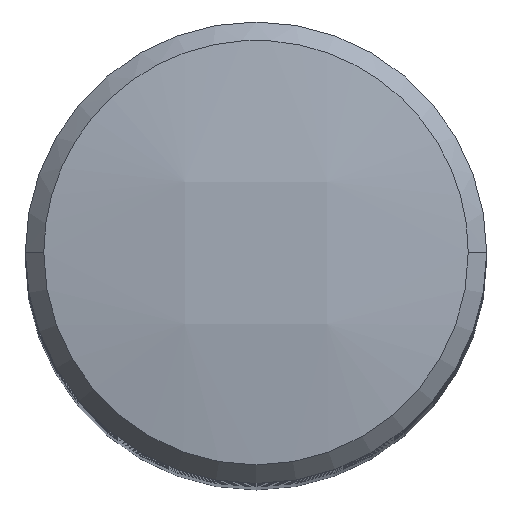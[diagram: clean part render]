
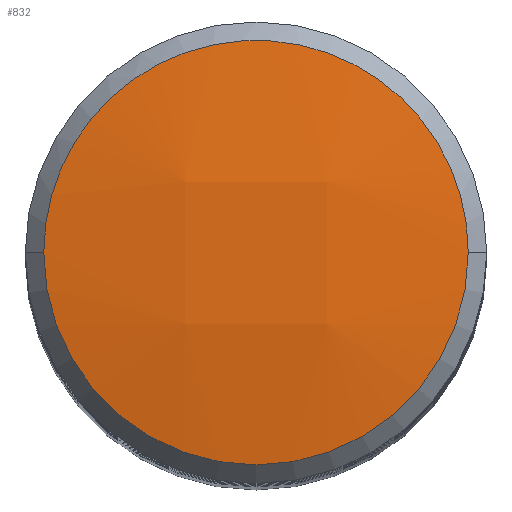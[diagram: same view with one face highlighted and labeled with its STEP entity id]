
A CAD part, top view. The second image highlights one B-rep face of the part: STEP entity #832.
In plain terms, the highlighted free-form (B-spline) face has degree [3, 3] with [4, 4] control points.
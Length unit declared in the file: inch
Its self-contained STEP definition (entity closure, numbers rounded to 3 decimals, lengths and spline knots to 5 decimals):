
#86 = CARTESIAN_POINT ( 'NONE',  ( -0.04775, 0.72438, 12.88539 ) ) ;
#101 = CARTESIAN_POINT ( 'NONE',  ( 0.70099, 0.18877, 12.88539 ) ) ;
#116 = CARTESIAN_POINT ( 'NONE',  ( -0.44219, 0.57578, 12.88539 ) ) ;
#131 = CARTESIAN_POINT ( 'NONE',  ( 0.29877, 0.66036, 12.88539 ) ) ;
#152 = CARTESIAN_POINT ( 'NONE',  ( -0.54468, 0.47818, 12.88539 ) ) ;
#183 = CARTESIAN_POINT ( 'NONE',  ( 0.24716, -0.24887, 12.99835 ) ) ;
#469 = CARTESIAN_POINT ( 'NONE',  ( 0.71851, 0.09528, 12.88539 ) ) ;
#494 = CARTESIAN_POINT ( 'NONE',  ( -0.57485, 0.44145, 12.88539 ) ) ;
#523 = CARTESIAN_POINT ( 'NONE',  ( -0.24716, 0.2506, 12.99824 ) ) ;
#545 = CARTESIAN_POINT ( 'NONE',  ( 0.24716, 0.2506, 12.99824 ) ) ;
#555 = CIRCLE ( 'NONE', #2364, 0.72441 ) ;
#767 = ORIENTED_EDGE ( 'NONE', *, *, #796, .F. ) ;
#796 = EDGE_CURVE ( 'NONE', #3019, #3672, #2455, .T. ) ;
#828 = CARTESIAN_POINT ( 'NONE',  ( 0.4407, 0.57542, 12.88539 ) ) ;
#832 = ADVANCED_FACE ( 'NONE', ( #2166 ), #2629, .T. ) ;
#843 = CARTESIAN_POINT ( 'NONE',  ( 0.18755, 0.7013, 12.88539 ) ) ;
#860 = CARTESIAN_POINT ( 'NONE',  ( 0.66003, 0.29948, 12.88539 ) ) ;
#878 = CARTESIAN_POINT ( 'NONE',  ( 0.57563, 0.44232, 12.88539 ) ) ;
#893 = CARTESIAN_POINT ( 'NONE',  ( -0.52879, 0.49569, 12.88539 ) ) ;
#1105 = CARTESIAN_POINT ( 'NONE',  ( 0., 0., 12.88539 ) ) ;
#1162 = DIRECTION ( 'NONE',  ( -1., 0., 0. ) ) ;
#1212 = CARTESIAN_POINT ( 'NONE',  ( -0.47874, 0.54571, 12.88539 ) ) ;
#1235 = CARTESIAN_POINT ( 'NONE',  ( 0.62727, 0.36314, 12.88539 ) ) ;
#1552 = CARTESIAN_POINT ( 'NONE',  ( 0.72441, 0., 12.88539 ) ) ;
#1578 = CARTESIAN_POINT ( 'NONE',  ( -0.25557, 0.67824, 12.88539 ) ) ;
#1589 = CARTESIAN_POINT ( 'NONE',  ( 0.04711, 0.72327, 12.88539 ) ) ;
#1604 = CARTESIAN_POINT ( 'NONE',  ( 0.23274, 0.68765, 12.88539 ) ) ;
#1666 = CARTESIAN_POINT ( 'NONE',  ( -0.24716, -0.24887, 12.99835 ) ) ;
#1819 = CARTESIAN_POINT ( 'NONE',  ( -0.72441, 0., 12.88539 ) ) ;
#1910 = CARTESIAN_POINT ( 'NONE',  ( 0.36224, 0.62778, 12.88539 ) ) ;
#1926 = CARTESIAN_POINT ( 'NONE',  ( 0.61505, 0.38345, 12.88539 ) ) ;
#1939 = CARTESIAN_POINT ( 'NONE',  ( 0.733, 0.72449, 12.816 ) ) ;
#1953 = CARTESIAN_POINT ( 'NONE',  ( 0.54569, 0.47881, 12.88539 ) ) ;
#1967 = CARTESIAN_POINT ( 'NONE',  ( 0.64981, 0.32108, 12.88539 ) ) ;
#2027 = CARTESIAN_POINT ( 'NONE',  ( 0.24716, -0.73971, 12.90592 ) ) ;
#2166 = FACE_OUTER_BOUND ( 'NONE', #3201, .T. ) ;
#2299 = CARTESIAN_POINT ( 'NONE',  ( -0.67816, 0.25579, 12.88539 ) ) ;
#2318 = CARTESIAN_POINT ( 'NONE',  ( 0.11806, 0.71511, 12.88539 ) ) ;
#2335 = CARTESIAN_POINT ( 'NONE',  ( 0.09461, 0.7186, 12.88539 ) ) ;
#2364 = AXIS2_PLACEMENT_3D ( 'NONE', #1105, #3322, #1162 ) ;
#2367 = CARTESIAN_POINT ( 'NONE',  ( 0.733, -0.24319, 12.90664 ) ) ;
#2455 = B_SPLINE_CURVE_WITH_KNOTS ( 'NONE', 3,
 ( #1819, #3701, #3374, #3001, #3012, #2676, #2299, #4460, #4158, #3059, #494, #152, #893, #1212, #116, #4503, #3751, #1578, #3781, #2659, #3768, #4117, #86, #2685, #1589, #2335, #2318, #843, #1604, #131, #3044, #1910, #3433, #828, #3391, #3406, #1953, #878, #1926, #1235, #1967, #860, #4144, #101, #3420, #469, #4519, #2700, #4475 ),
 .UNSPECIFIED., .F., .F.,
 ( 4, 2, 2, 2, 2, 2, 2, 2, 2, 2, 2, 2, 2, 2, 2, 2, 1, 2, 2, 2, 2, 2, 2, 2, 4 ),
 ( 0., 0.0036, 0.00541, 0.00721, 0.01081, 0.01261, 0.01441, 0.01802, 0.02162, 0.02342, 0.02522, 0.02883, 0.03063, 0.03243, 0.03603, 0.03784, 0.03964, 0.04144, 0.04324, 0.04684, 0.04865, 0.05045, 0.05405, 0.05585, 0.05765 ),
 .UNSPECIFIED. ) ;
#2629 =( BOUNDED_SURFACE ( )  B_SPLINE_SURFACE ( 3, 3, ( 
 ( #1939, #4554, #2367, #3850 ),
 ( #3076, #545, #183, #2027 ),
 ( #3862, #523, #1666, #3092 ),
 ( #2716, #4170, #2747, #2732 ) ),
 .UNSPECIFIED., .F., .F., .F. ) 
 B_SPLINE_SURFACE_WITH_KNOTS ( ( 4, 4 ),
 ( 4, 4 ),
 ( 0., 1. ),
 ( 0., 1. ),
 .UNSPECIFIED. ) 
 GEOMETRIC_REPRESENTATION_ITEM ( )  RATIONAL_B_SPLINE_SURFACE ( (
 ( 1., 0.988, 0.988, 1.),
 ( 0.989, 0.977, 0.977, 0.989),
 ( 0.989, 0.977, 0.977, 0.989),
 ( 1., 0.988, 0.988, 1.) ) ) 
 REPRESENTATION_ITEM ( '' )  SURFACE ( )  );
#2659 = CARTESIAN_POINT ( 'NONE',  ( -0.1878, 0.70005, 12.88539 ) ) ;
#2676 = CARTESIAN_POINT ( 'NONE',  ( -0.68621, 0.23335, 12.88539 ) ) ;
#2685 = CARTESIAN_POINT ( 'NONE',  ( 0.02325, 0.72442, 12.88539 ) ) ;
#2700 = CARTESIAN_POINT ( 'NONE',  ( 0.72441, 0.02392, 12.88539 ) ) ;
#2716 = CARTESIAN_POINT ( 'NONE',  ( -0.733, 0.72449, 12.816 ) ) ;
#2723 = ORIENTED_EDGE ( 'NONE', *, *, #3049, .F. ) ;
#2732 = CARTESIAN_POINT ( 'NONE',  ( -0.733, -0.72283, 12.81632 ) ) ;
#2747 = CARTESIAN_POINT ( 'NONE',  ( -0.733, -0.24319, 12.90664 ) ) ;
#3001 = CARTESIAN_POINT ( 'NONE',  ( -0.70586, 0.1646, 12.88539 ) ) ;
#3012 = CARTESIAN_POINT ( 'NONE',  ( -0.70009, 0.18764, 12.88539 ) ) ;
#3019 = VERTEX_POINT ( 'NONE', #3653 ) ;
#3044 = CARTESIAN_POINT ( 'NONE',  ( 0.32044, 0.65011, 12.88539 ) ) ;
#3049 = EDGE_CURVE ( 'NONE', #3672, #3019, #555, .T. ) ;
#3059 = CARTESIAN_POINT ( 'NONE',  ( -0.58916, 0.42216, 12.88539 ) ) ;
#3076 = CARTESIAN_POINT ( 'NONE',  ( 0.24716, 0.7414, 12.9056 ) ) ;
#3092 = CARTESIAN_POINT ( 'NONE',  ( -0.24716, -0.73971, 12.90592 ) ) ;
#3201 = EDGE_LOOP ( 'NONE', ( #767, #2723 ) ) ;
#3322 = DIRECTION ( 'NONE',  ( 0., 0., -1. ) ) ;
#3374 = CARTESIAN_POINT ( 'NONE',  ( -0.71972, 0.09496, 12.88539 ) ) ;
#3391 = CARTESIAN_POINT ( 'NONE',  ( 0.47736, 0.5454, 12.88539 ) ) ;
#3406 = CARTESIAN_POINT ( 'NONE',  ( 0.49513, 0.52932, 12.88539 ) ) ;
#3420 = CARTESIAN_POINT ( 'NONE',  ( 0.71496, 0.11898, 12.88539 ) ) ;
#3433 = CARTESIAN_POINT ( 'NONE',  ( 0.40275, 0.60351, 12.88539 ) ) ;
#3653 = CARTESIAN_POINT ( 'NONE',  ( -0.72441, 0., 12.88539 ) ) ;
#3672 = VERTEX_POINT ( 'NONE', #1552 ) ;
#3701 = CARTESIAN_POINT ( 'NONE',  ( -0.72441, 0.04784, 12.88539 ) ) ;
#3751 = CARTESIAN_POINT ( 'NONE',  ( -0.32095, 0.65114, 12.88539 ) ) ;
#3768 = CARTESIAN_POINT ( 'NONE',  ( -0.16451, 0.70588, 12.88539 ) ) ;
#3781 = CARTESIAN_POINT ( 'NONE',  ( -0.2333, 0.68623, 12.88539 ) ) ;
#3850 = CARTESIAN_POINT ( 'NONE',  ( 0.733, -0.72283, 12.81632 ) ) ;
#3862 = CARTESIAN_POINT ( 'NONE',  ( -0.24716, 0.7414, 12.9056 ) ) ;
#4117 = CARTESIAN_POINT ( 'NONE',  ( -0.09469, 0.71976, 12.88539 ) ) ;
#4144 = CARTESIAN_POINT ( 'NONE',  ( 0.68725, 0.23389, 12.88539 ) ) ;
#4158 = CARTESIAN_POINT ( 'NONE',  ( -0.62872, 0.36294, 12.88539 ) ) ;
#4170 = CARTESIAN_POINT ( 'NONE',  ( -0.733, 0.24488, 12.90654 ) ) ;
#4460 = CARTESIAN_POINT ( 'NONE',  ( -0.65096, 0.32134, 12.88539 ) ) ;
#4475 = CARTESIAN_POINT ( 'NONE',  ( 0.72441, 0., 12.88539 ) ) ;
#4503 = CARTESIAN_POINT ( 'NONE',  ( -0.36266, 0.62891, 12.88539 ) ) ;
#4519 = CARTESIAN_POINT ( 'NONE',  ( 0.72323, 0.04776, 12.88539 ) ) ;
#4554 = CARTESIAN_POINT ( 'NONE',  ( 0.733, 0.24488, 12.90654 ) ) ;
